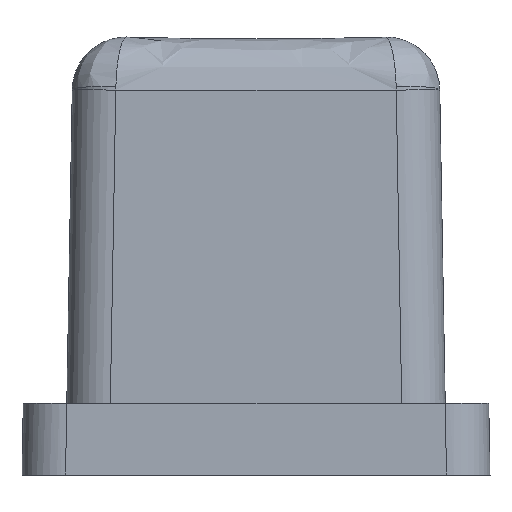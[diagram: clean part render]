
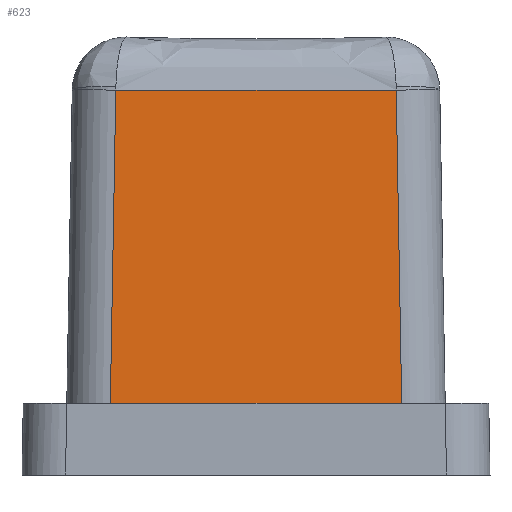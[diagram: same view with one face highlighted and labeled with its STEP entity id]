
A CAD part, front view. The second image highlights one B-rep face of the part: STEP entity #623.
In plain terms, the highlighted planar face has unit normal (0, -1, 0.018).
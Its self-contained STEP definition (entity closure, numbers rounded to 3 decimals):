
#46=B_SPLINE_CURVE_WITH_KNOTS('',3,(#1357,#1358,#1359,#1360),
 .UNSPECIFIED.,.F.,.F.,(4,4),(0.327,0.971),
 .UNSPECIFIED.);
#88=PLANE('',#682);
#121=FACE_OUTER_BOUND('',#162,.T.);
#162=EDGE_LOOP('',(#515,#516,#517,#518));
#194=LINE('',#1469,#231);
#195=LINE('',#1627,#232);
#196=LINE('',#1628,#233);
#231=VECTOR('',#776,10.);
#232=VECTOR('',#781,1.);
#233=VECTOR('',#782,10.);
#293=VERTEX_POINT('',#1134);
#297=VERTEX_POINT('',#1224);
#307=VERTEX_POINT('',#1468);
#308=VERTEX_POINT('',#1626);
#366=EDGE_CURVE('',#293,#297,#46,.T.);
#383=EDGE_CURVE('',#297,#307,#194,.T.);
#385=EDGE_CURVE('',#308,#293,#195,.T.);
#386=EDGE_CURVE('',#307,#308,#196,.F.);
#515=ORIENTED_EDGE('',*,*,#366,.F.);
#516=ORIENTED_EDGE('',*,*,#385,.F.);
#517=ORIENTED_EDGE('',*,*,#386,.F.);
#518=ORIENTED_EDGE('',*,*,#383,.F.);
#623=ADVANCED_FACE('',(#121),#88,.T.);
#682=AXIS2_PLACEMENT_3D('',#1625,#779,#780);
#776=DIRECTION('',(0.017,-0.017,-1.));
#779=DIRECTION('center_axis',(0.,-1.,
0.017));
#780=DIRECTION('ref_axis',(1.,0.,0.));
#781=DIRECTION('',(0.017,0.017,1.));
#782=DIRECTION('',(1.,0.,0.));
#1134=CARTESIAN_POINT('',(-25.966,-33.018,18.431));
#1224=CARTESIAN_POINT('',(-19.524,-33.018,18.431));
#1357=CARTESIAN_POINT('Ctrl Pts',(-25.966,-33.018,18.431));
#1358=CARTESIAN_POINT('Ctrl Pts',(-23.819,-33.019,18.37));
#1359=CARTESIAN_POINT('Ctrl Pts',(-21.671,-33.019,18.37));
#1360=CARTESIAN_POINT('Ctrl Pts',(-19.524,-33.018,18.431));
#1468=CARTESIAN_POINT('',(-19.399,-33.144,11.24));
#1469=CARTESIAN_POINT('',(-19.4,-33.143,11.298));
#1625=CARTESIAN_POINT('Origin',(-27.12,-33.144,11.24));
#1626=CARTESIAN_POINT('',(-26.092,-33.144,11.24));
#1627=CARTESIAN_POINT('',(-26.091,-33.143,11.288));
#1628=CARTESIAN_POINT('',(-24.933,-33.144,11.24));
